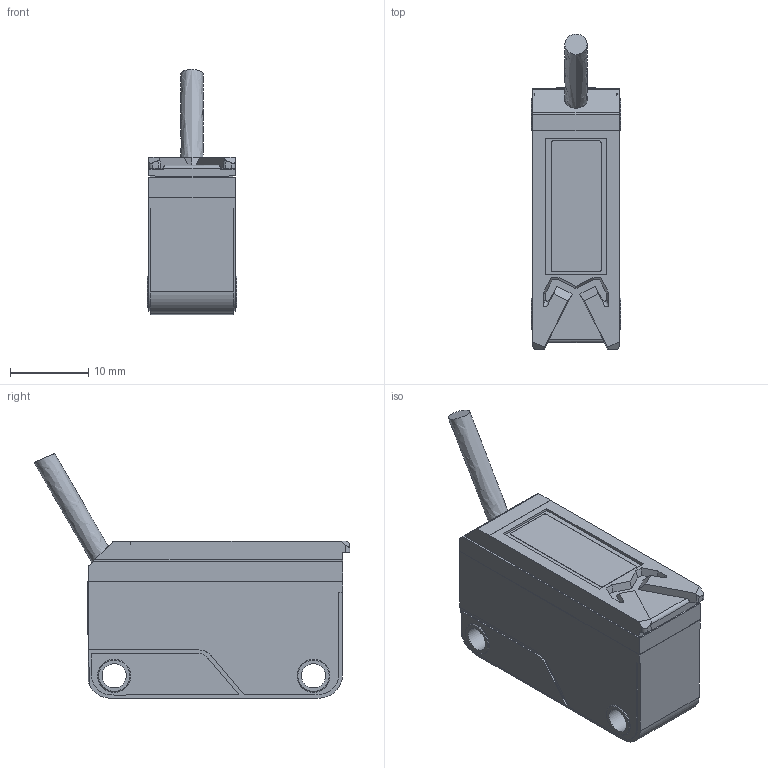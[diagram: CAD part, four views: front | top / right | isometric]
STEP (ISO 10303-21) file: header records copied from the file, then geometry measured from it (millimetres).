
FILE_DESCRIPTION (( 'STEP AP214' ), '1' );
FILE_NAME ('FBM-RN-0N-0A.STEP', '2025-11-11T18:24:56', ( '' ), ( '' ), 'SwSTEP 2.0', 'SolidWorks 2024', '' );
FILE_SCHEMA (( 'AUTOMOTIVE_DESIGN' ));
Length unit declared in the file: millimetre
Products named in the file (1): FBM-RN-0N-0A
Bounding box: 11.4 x 40.23 x 31.23 mm (x, y, z)
Volume: 6841.2 mm3; surface area: 2910.4 mm2
Topology: 1 solids, 1 shells, 158 faces, 433 edges, 289 vertices
Faces by surface type: plane 111, cylinder 40, cone 6, bspline 1
Full cylindrical faces by diameter (mm): 3.1 x2, 4.2 x4
Entity records: 5103 total; most frequent: CARTESIAN_POINT 1113, ORIENTED_EDGE 834, DIRECTION 785, EDGE_CURVE 417, LINE 325, VECTOR 325, VERTEX_POINT 284, AXIS2_PLACEMENT_3D 230
